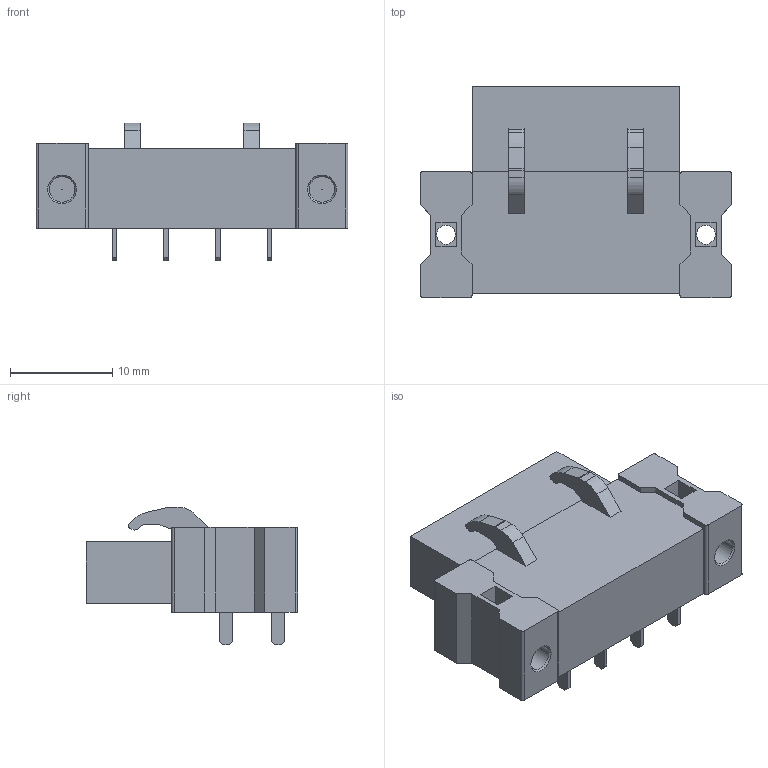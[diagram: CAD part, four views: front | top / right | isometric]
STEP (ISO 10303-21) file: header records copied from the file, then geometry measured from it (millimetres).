
FILE_DESCRIPTION(('CATIA V5 STEP','CAx-IF Rec.Pracs.--- Model Styling and Organization---1.2---2011-12-15'),'2;1');
FILE_NAME ('D1457317_0_1843770000_1843770000.stp','2018-09-01T03:04:29+00:00',('none'),('Weidmueller'),'CATIA Version 5-6 Release 2014','CATIA V5 STEP AP214','none');
FILE_SCHEMA(('AUTOMOTIVE_DESIGN { 1 0 10303 214 1 1 1 1 }'));
Length unit declared in the file: millimetre
Products named in the file (1): 1843770000
Bounding box: 30.48 x 20.65 x 13.48 mm (x, y, z)
Volume: 3698 mm3; surface area: 2362.2 mm2
Topology: 9 solids, 9 shells, 248 faces, 614 edges, 406 vertices
Faces by surface type: plane 190, cylinder 42, cone 16
Entity records: 6718 total; most frequent: ORIENTED_EDGE 1228, CARTESIAN_POINT 1168, DIRECTION 908, EDGE_CURVE 614, VECTOR 506, LINE 506, VERTEX_POINT 406, EDGE_LOOP 282
